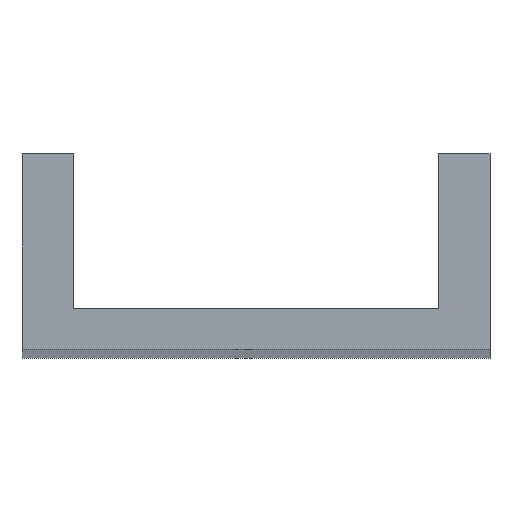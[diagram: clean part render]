
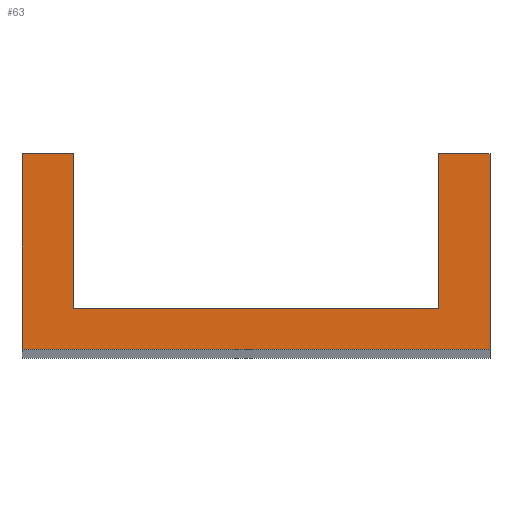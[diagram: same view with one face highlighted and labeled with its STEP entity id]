
A CAD part, top view. The second image highlights one B-rep face of the part: STEP entity #63.
In plain terms, the highlighted planar face has unit normal (0, 0, 1).
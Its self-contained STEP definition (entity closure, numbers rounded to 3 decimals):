
#11 = VECTOR ( 'NONE', #311, 1000. ) ;
#13 = EDGE_CURVE ( 'NONE', #274, #134, #243, .T. ) ;
#16 = CARTESIAN_POINT ( 'NONE',  ( 36., 19., 500. ) ) ;
#26 = ORIENTED_EDGE ( 'NONE', *, *, #28, .T. ) ;
#27 = VECTOR ( 'NONE', #61, 1000. ) ;
#28 = EDGE_CURVE ( 'NONE', #284, #59, #32, .T. ) ;
#32 = LINE ( 'NONE', #211, #197 ) ;
#37 = DIRECTION ( 'NONE',  ( 0., 0., -1. ) ) ;
#38 = DIRECTION ( 'NONE',  ( -1., 0., 0. ) ) ;
#39 = DIRECTION ( 'NONE',  ( 0., 1., 0. ) ) ;
#47 = LINE ( 'NONE', #235, #163 ) ;
#48 = CARTESIAN_POINT ( 'NONE',  ( 36., -11., 500. ) ) ;
#53 = DIRECTION ( 'NONE',  ( -1., 0., 0. ) ) ;
#58 = CARTESIAN_POINT ( 'NONE',  ( -45., 19., 500. ) ) ;
#59 = VERTEX_POINT ( 'NONE', #58 ) ;
#60 = DIRECTION ( 'NONE',  ( 0., -1., 0. ) ) ;
#61 = DIRECTION ( 'NONE',  ( 1., 0., 0. ) ) ;
#62 = DIRECTION ( 'NONE',  ( -1., 0., 0. ) ) ;
#63 = ADVANCED_FACE ( 'NONE', ( #217 ), #250, .F. ) ;
#64 = CARTESIAN_POINT ( 'NONE',  ( 36., -11., 500. ) ) ;
#68 = CARTESIAN_POINT ( 'NONE',  ( 46., -19., 500. ) ) ;
#81 = EDGE_CURVE ( 'NONE', #131, #295, #151, .T. ) ;
#88 = VECTOR ( 'NONE', #39, 1000. ) ;
#89 = LINE ( 'NONE', #122, #88 ) ;
#91 = EDGE_CURVE ( 'NONE', #103, #274, #196, .T. ) ;
#98 = CARTESIAN_POINT ( 'NONE',  ( -35., 19., 500. ) ) ;
#103 = VERTEX_POINT ( 'NONE', #203 ) ;
#104 = DIRECTION ( 'NONE',  ( 0., 1., 0. ) ) ;
#106 = VERTEX_POINT ( 'NONE', #16 ) ;
#112 = VECTOR ( 'NONE', #104, 1000. ) ;
#122 = CARTESIAN_POINT ( 'NONE',  ( -35., -11., 500. ) ) ;
#131 = VERTEX_POINT ( 'NONE', #228 ) ;
#134 = VERTEX_POINT ( 'NONE', #333 ) ;
#139 = VECTOR ( 'NONE', #62, 1000. ) ;
#142 = EDGE_CURVE ( 'NONE', #106, #131, #282, .T. ) ;
#146 = LINE ( 'NONE', #201, #157 ) ;
#151 = LINE ( 'NONE', #64, #139 ) ;
#157 = VECTOR ( 'NONE', #60, 1000. ) ;
#163 = VECTOR ( 'NONE', #310, 1000. ) ;
#177 = ORIENTED_EDGE ( 'NONE', *, *, #142, .T. ) ;
#179 = EDGE_CURVE ( 'NONE', #295, #284, #89, .T. ) ;
#186 = CARTESIAN_POINT ( 'NONE',  ( -35., -11., 500. ) ) ;
#196 = LINE ( 'NONE', #225, #27 ) ;
#197 = VECTOR ( 'NONE', #53, 1000. ) ;
#201 = CARTESIAN_POINT ( 'NONE',  ( -45., 19., 500. ) ) ;
#203 = CARTESIAN_POINT ( 'NONE',  ( -45., -19., 500. ) ) ;
#206 = ORIENTED_EDGE ( 'NONE', *, *, #207, .T. ) ;
#207 = EDGE_CURVE ( 'NONE', #59, #103, #146, .T. ) ;
#211 = CARTESIAN_POINT ( 'NONE',  ( -35., 19., 500. ) ) ;
#217 = FACE_OUTER_BOUND ( 'NONE', #262, .T. ) ;
#223 = AXIS2_PLACEMENT_3D ( 'NONE', #273, #37, #38 ) ;
#225 = CARTESIAN_POINT ( 'NONE',  ( 46., -19., 500. ) ) ;
#228 = CARTESIAN_POINT ( 'NONE',  ( 36., -11., 500. ) ) ;
#234 = ORIENTED_EDGE ( 'NONE', *, *, #91, .T. ) ;
#235 = CARTESIAN_POINT ( 'NONE',  ( 46., 19., 500. ) ) ;
#238 = ORIENTED_EDGE ( 'NONE', *, *, #179, .T. ) ;
#243 = LINE ( 'NONE', #292, #112 ) ;
#250 = PLANE ( 'NONE',  #223 ) ;
#262 = EDGE_LOOP ( 'NONE', ( #206, #234, #304, #288, #177, #330, #238, #26 ) ) ;
#263 = EDGE_CURVE ( 'NONE', #134, #106, #47, .T. ) ;
#273 = CARTESIAN_POINT ( 'NONE',  ( 0., 0., 500. ) ) ;
#274 = VERTEX_POINT ( 'NONE', #68 ) ;
#282 = LINE ( 'NONE', #48, #11 ) ;
#284 = VERTEX_POINT ( 'NONE', #98 ) ;
#288 = ORIENTED_EDGE ( 'NONE', *, *, #263, .T. ) ;
#292 = CARTESIAN_POINT ( 'NONE',  ( 46., 19., 500. ) ) ;
#295 = VERTEX_POINT ( 'NONE', #186 ) ;
#304 = ORIENTED_EDGE ( 'NONE', *, *, #13, .T. ) ;
#310 = DIRECTION ( 'NONE',  ( -1., 0., 0. ) ) ;
#311 = DIRECTION ( 'NONE',  ( 0., -1., 0. ) ) ;
#330 = ORIENTED_EDGE ( 'NONE', *, *, #81, .T. ) ;
#333 = CARTESIAN_POINT ( 'NONE',  ( 46., 19., 500. ) ) ;
